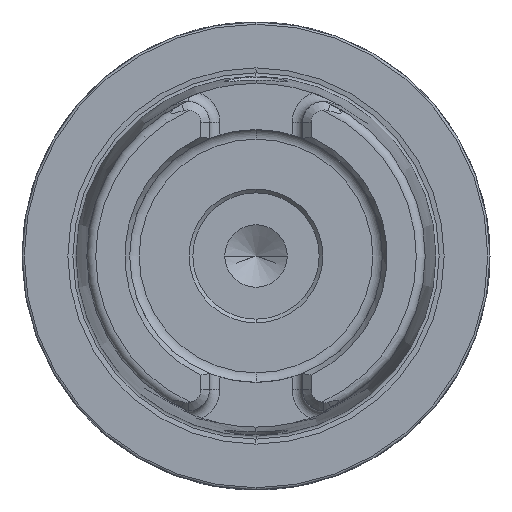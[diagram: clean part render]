
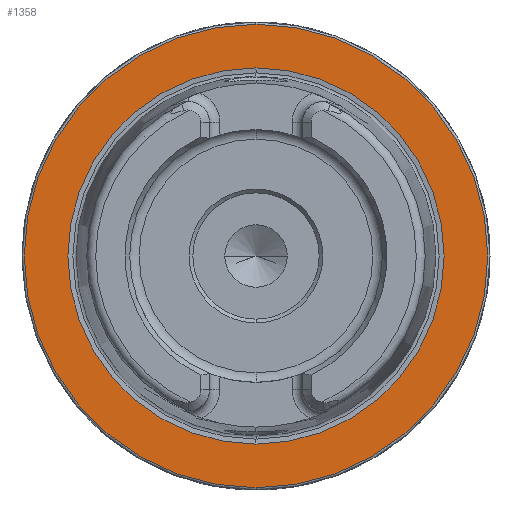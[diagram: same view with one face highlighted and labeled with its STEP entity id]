
A CAD part, left-side view. The second image highlights one B-rep face of the part: STEP entity #1358.
In plain terms, the highlighted planar face has unit normal (-1, 0, 0).
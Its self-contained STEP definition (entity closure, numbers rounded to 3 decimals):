
#142 = EDGE_CURVE ( 'NONE', #2346, #2351, #2895, .T. ) ;
#146 = EDGE_CURVE ( 'NONE', #2353, #2354, #2902, .T. ) ;
#720 = ORIENTED_EDGE ( 'NONE', *, *, #12757, .F. ) ;
#721 = ORIENTED_EDGE ( 'NONE', *, *, #142, .F. ) ;
#722 = ORIENTED_EDGE ( 'NONE', *, *, #146, .T. ) ;
#723 = ORIENTED_EDGE ( 'NONE', *, *, #12756, .T. ) ;
#1358 = ADVANCED_FACE ( 'NONE', ( #7020, #7016 ), #6833, .F. ) ;
#2022 = AXIS2_PLACEMENT_3D ( 'NONE', #3613, #3614, #3615 ) ;
#2025 = AXIS2_PLACEMENT_3D ( 'NONE', #3623, #3624, #3625 ) ;
#2346 = VERTEX_POINT ( 'NONE', #9376 ) ;
#2351 = VERTEX_POINT ( 'NONE', #9381 ) ;
#2353 = VERTEX_POINT ( 'NONE', #9383 ) ;
#2354 = VERTEX_POINT ( 'NONE', #9384 ) ;
#2714 = EDGE_LOOP ( 'NONE', ( #722, #723 ) ) ;
#2716 = EDGE_LOOP ( 'NONE', ( #720, #721 ) ) ;
#2895 = CIRCLE ( 'NONE', #2022, 25.324 ) ;
#2902 = CIRCLE ( 'NONE', #2025, 31.2 ) ;
#3613 = CARTESIAN_POINT ( 'NONE',  ( 0., 0., 0. ) ) ;
#3614 = DIRECTION ( 'NONE',  ( -1., 0., 0. ) ) ;
#3615 = DIRECTION ( 'NONE',  ( 0., 0., 1. ) ) ;
#3623 = CARTESIAN_POINT ( 'NONE',  ( 0., 0., 0. ) ) ;
#3624 = DIRECTION ( 'NONE',  ( -1., 0., 0. ) ) ;
#3625 = DIRECTION ( 'NONE',  ( 0., 0., 1. ) ) ;
#5682 = AXIS2_PLACEMENT_3D ( 'NONE', #6830, #6835, #6836 ) ;
#6830 = CARTESIAN_POINT ( 'NONE',  ( 0., 31.2, 0. ) ) ;
#6833 = PLANE ( 'NONE',  #5682 ) ;
#6835 = DIRECTION ( 'NONE',  ( 1., 0., 0. ) ) ;
#6836 = DIRECTION ( 'NONE',  ( 0., 0., -1. ) ) ;
#7016 = FACE_OUTER_BOUND ( 'NONE', #2714, .T. ) ;
#7020 = FACE_BOUND ( 'NONE', #2716, .T. ) ;
#9376 = CARTESIAN_POINT ( 'NONE',  ( 0., 0., -25.324 ) ) ;
#9381 = CARTESIAN_POINT ( 'NONE',  ( 0., 0., 25.324 ) ) ;
#9383 = CARTESIAN_POINT ( 'NONE',  ( 0., 0., 31.2 ) ) ;
#9384 = CARTESIAN_POINT ( 'NONE',  ( 0., 0., -31.2 ) ) ;
#9494 = AXIS2_PLACEMENT_3D ( 'NONE', #11229, #11230, #11231 ) ;
#9495 = AXIS2_PLACEMENT_3D ( 'NONE', #11232, #11233, #11234 ) ;
#9904 = CIRCLE ( 'NONE', #9494, 31.2 ) ;
#9905 = CIRCLE ( 'NONE', #9495, 25.324 ) ;
#11229 = CARTESIAN_POINT ( 'NONE',  ( 0., 0., 0. ) ) ;
#11230 = DIRECTION ( 'NONE',  ( -1., 0., 0. ) ) ;
#11231 = DIRECTION ( 'NONE',  ( 0., 0., 1. ) ) ;
#11232 = CARTESIAN_POINT ( 'NONE',  ( 0., 0., 0. ) ) ;
#11233 = DIRECTION ( 'NONE',  ( -1., 0., 0. ) ) ;
#11234 = DIRECTION ( 'NONE',  ( 0., 0., 1. ) ) ;
#12756 = EDGE_CURVE ( 'NONE', #2354, #2353, #9904, .T. ) ;
#12757 = EDGE_CURVE ( 'NONE', #2351, #2346, #9905, .T. ) ;
